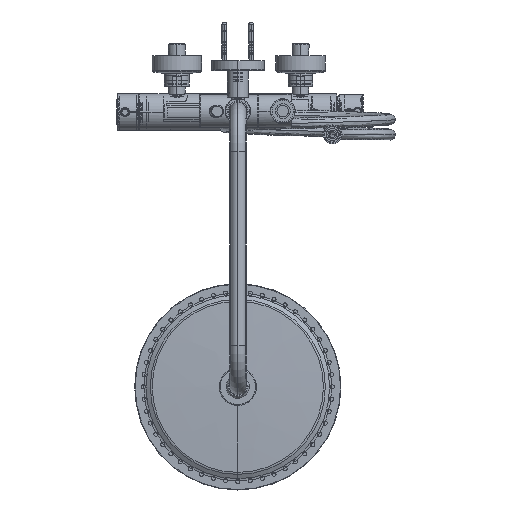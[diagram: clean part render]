
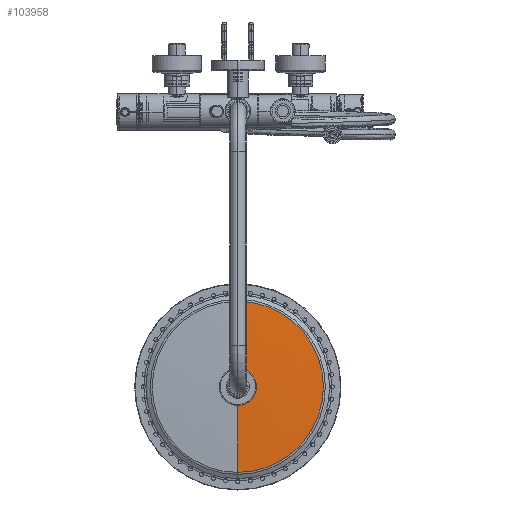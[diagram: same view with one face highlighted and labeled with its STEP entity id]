
A CAD part, top view. The second image highlights one B-rep face of the part: STEP entity #103958.
In plain terms, the highlighted free-form (B-spline) face has degree [3, 3] with [7, 4] control points.
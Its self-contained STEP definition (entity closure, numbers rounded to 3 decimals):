
#92199=CARTESIAN_POINT('',(0.,6.563,0.));
#92200=DIRECTION('',(0.,1.,0.));
#92201=DIRECTION('',(0.,0.,-1.));
#92202=AXIS2_PLACEMENT_3D('',#92199,#92200,#92201);
#92204=CARTESIAN_POINT('',(0.,-2989.625,47.429));
#92205=DIRECTION('',(1.,0.,0.));
#92206=DIRECTION('',(0.,0.999,-0.05));
#92207=AXIS2_PLACEMENT_3D('',#92204,#92205,#92206);
#92209=CARTESIAN_POINT('',(0.,9.56,0.));
#92210=DIRECTION('',(0.,1.,0.));
#92211=DIRECTION('',(0.,0.,-1.));
#92212=AXIS2_PLACEMENT_3D('',#92209,#92210,#92211);
#92214=CARTESIAN_POINT('',(0.,-2989.625,
-47.429));
#92215=DIRECTION('',(-1.,0.,0.));
#92216=DIRECTION('',(0.,0.999,0.05));
#92217=AXIS2_PLACEMENT_3D('',#92214,#92215,#92216);
#92294=CARTESIAN_POINT('',(0.,9.56,22.5));
#92295=VERTEX_POINT('',#92294);
#92296=CARTESIAN_POINT('',(0.,9.56,-22.5));
#92297=VERTEX_POINT('',#92296);
#94044=CARTESIAN_POINT('',(0.,6.563,
-103.751));
#94045=CARTESIAN_POINT('',(0.,6.563,
103.751));
#94046=VERTEX_POINT('',#94044);
#94047=VERTEX_POINT('',#94045);
#103922=CARTESIAN_POINT('',(0.,10.,0.));
#103923=CARTESIAN_POINT('',(2.216,9.442,
35.224));
#103924=CARTESIAN_POINT('',(4.431,8.261,
70.433));
#103925=CARTESIAN_POINT('',(6.645,6.458,
105.616));
#103926=CARTESIAN_POINT('',(0.,10.,0.));
#103927=CARTESIAN_POINT('',(-19.461,9.442,
36.588));
#103928=CARTESIAN_POINT('',(-38.913,8.261,
73.16));
#103929=CARTESIAN_POINT('',(-58.351,6.458,
109.705));
#103930=CARTESIAN_POINT('',(0.,10.,0.));
#103931=CARTESIAN_POINT('',(-35.294,9.442,
21.72));
#103932=CARTESIAN_POINT('',(-70.572,8.261,
43.43));
#103933=CARTESIAN_POINT('',(-105.825,6.458,
65.124));
#103934=CARTESIAN_POINT('',(0.,10.,0.));
#103935=CARTESIAN_POINT('',(-35.294,9.442,0.));
#103936=CARTESIAN_POINT('',(-70.572,8.261,0.));
#103937=CARTESIAN_POINT('',(-105.825,6.458,0.));
#103938=CARTESIAN_POINT('',(0.,10.,0.));
#103939=CARTESIAN_POINT('',(-35.294,9.442,
-21.72));
#103940=CARTESIAN_POINT('',(-70.572,8.261,
-43.43));
#103941=CARTESIAN_POINT('',(-105.825,6.458,
-65.124));
#103942=CARTESIAN_POINT('',(0.,10.,0.));
#103943=CARTESIAN_POINT('',(-19.461,9.442,
-36.588));
#103944=CARTESIAN_POINT('',(-38.913,8.261,
-73.16));
#103945=CARTESIAN_POINT('',(-58.351,6.458,
-109.705));
#103946=CARTESIAN_POINT('',(0.,10.,0.));
#103947=CARTESIAN_POINT('',(2.216,9.442,
-35.224));
#103948=CARTESIAN_POINT('',(4.431,8.261,
-70.433));
#103949=CARTESIAN_POINT('',(6.645,6.458,
-105.616));
#103950=(BOUNDED_SURFACE()B_SPLINE_SURFACE(3,3,((#103922,#103923,#103924,
#103925),(#103926,#103927,#103928,#103929),(#103930,#103931,#103932,#103933),(
#103934,#103935,#103936,#103937),(#103938,#103939,#103940,#103941),(#103942,
#103943,#103944,#103945),(#103946,#103947,#103948,#103949)),.UNSPECIFIED.,.F.,
.F.,.F.)B_SPLINE_SURFACE_WITH_KNOTS((4,3,4),(4,4),(0.,1.,2.),(0.,1.),
.UNSPECIFIED.)GEOMETRIC_REPRESENTATION_ITEM()RATIONAL_B_SPLINE_SURFACE(((
1.187,1.187,1.187,1.187),(
0.938,0.938,0.938,0.938),(
0.938,0.938,0.938,0.938),(
1.187,1.187,1.187,1.187),(
0.938,0.938,0.938,0.938),(
0.938,0.938,0.938,0.938),(
1.187,1.187,1.187,1.187)))REPRESENTATION_ITEM('')SURFACE());
#103952=ORIENTED_EDGE('',*,*,#103951,.F.);
#103953=ORIENTED_EDGE('',*,*,#103782,.T.);
#103954=ORIENTED_EDGE('',*,*,#103869,.T.);
#103955=ORIENTED_EDGE('',*,*,#103778,.F.);
#103956=EDGE_LOOP('',(#103952,#103953,#103954,#103955));
#103957=FACE_OUTER_BOUND('',#103956,.F.);
#103958=ADVANCED_FACE('',(#103957),#103950,.T.);
#92203=CIRCLE('',#92202,103.751);
#92208=CIRCLE('',#92207,3000.);
#92213=CIRCLE('',#92212,22.5);
#92218=CIRCLE('',#92217,3000.);
#103778=EDGE_CURVE('',#94047,#92295,#92218,.T.);
#103782=EDGE_CURVE('',#94046,#92297,#92208,.T.);
#103869=EDGE_CURVE('',#92297,#92295,#92213,.T.);
#103951=EDGE_CURVE('',#94046,#94047,#92203,.T.);
